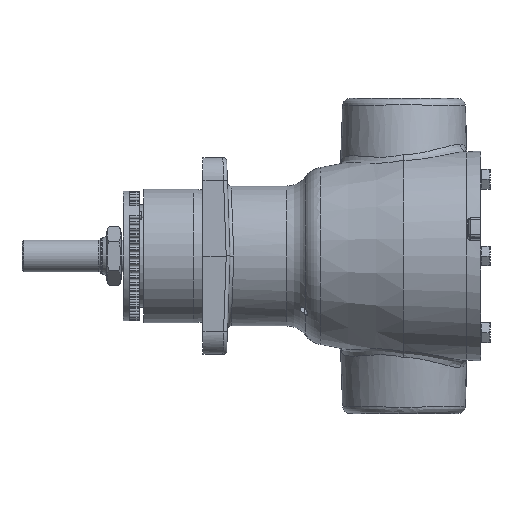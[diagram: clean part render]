
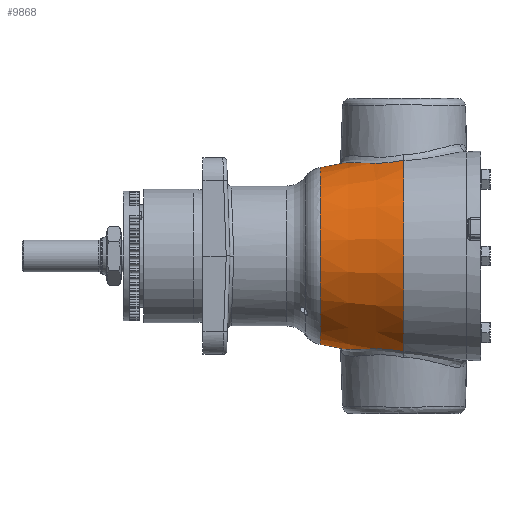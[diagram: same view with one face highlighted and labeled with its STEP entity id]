
A CAD part, front view. The second image highlights one B-rep face of the part: STEP entity #9868.
In plain terms, the highlighted conical face has half-angle 10.73 degrees and reference radius 84.074 mm.
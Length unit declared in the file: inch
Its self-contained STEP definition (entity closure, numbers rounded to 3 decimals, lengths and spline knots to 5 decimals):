
#546 = CARTESIAN_POINT ( 'NONE',  ( -3.66047, -0.47563, -2.9576 ) ) ;
#915 = CARTESIAN_POINT ( 'NONE',  ( -2.51033, -1.24606, -2.962 ) ) ;
#3558 = VERTEX_POINT ( 'NONE', #16159 ) ;
#5559 = CARTESIAN_POINT ( 'NONE',  ( -2.05145, -1.31453, 3.02716 ) ) ;
#5915 = CARTESIAN_POINT ( 'NONE',  ( -2.98829, -1.04208, 2.94405 ) ) ;
#6302 = CARTESIAN_POINT ( 'NONE',  ( -3.80281, -0.28927, 2.95433 ) ) ;
#7059 = DIRECTION ( 'NONE',  ( 0.983, 0., -0.186 ) ) ;
#7767 = LINE ( 'NONE', #33134, #53386 ) ;
#8188 = VERTEX_POINT ( 'NONE', #81136 ) ;
#9155 = CARTESIAN_POINT ( 'NONE',  ( -3.48471, -0.66656, -2.95518 ) ) ;
#9361 = EDGE_CURVE ( 'NONE', #8188, #106849, #44284, .T. ) ;
#9517 = CARTESIAN_POINT ( 'NONE',  ( -2.25759, -1.29779, -2.99184 ) ) ;
#9868 = ADVANCED_FACE ( 'NONE', ( #28062 ), #106169, .T. ) ;
#10805 = B_SPLINE_CURVE_WITH_KNOTS ( 'NONE', 3,
 ( #68874, #33878, #86216, #34610, #94874, #43225, #103540, #51891, #546, #60553, #9155, #69253, #17756, #77959, #26343, #86590, #34974, #95258, #43588, #103901, #52265, #915, #60926, #9517, #69623, #18130, #78325, #26703 ),
 .UNSPECIFIED., .F., .F.,
 ( 4, 2, 2, 2, 2, 2, 2, 2, 2, 2, 2, 2, 2, 4 ),
 ( 0.02842, 0.03642, 0.03842, 0.04042, 0.04442, 0.05242, 0.05642, 0.06042, 0.06841, 0.07241, 0.07641, 0.08441, 0.08841, 0.09241 ),
 .UNSPECIFIED. ) ;
#14508 = CARTESIAN_POINT ( 'NONE',  ( -3.20441, -0.90015, 2.94752 ) ) ;
#14870 = CARTESIAN_POINT ( 'NONE',  ( -3.92907, -0.09197, 2.94445 ) ) ;
#15343 = VERTEX_POINT ( 'NONE', #46865 ) ;
#15707 = DIRECTION ( 'NONE',  ( 1., 0., 0. ) ) ;
#16159 = CARTESIAN_POINT ( 'NONE',  ( -3.97575, 0., -2.93561 ) ) ;
#17756 = CARTESIAN_POINT ( 'NONE',  ( -3.32791, -0.80467, -2.95078 ) ) ;
#18130 = CARTESIAN_POINT ( 'NONE',  ( -2.10301, -1.31265, -3.01732 ) ) ;
#18423 = AXIS2_PLACEMENT_3D ( 'NONE', #67165, #15707, #75890 ) ;
#22726 = CARTESIAN_POINT ( 'NONE',  ( -2.10301, -1.31265, 3.01732 ) ) ;
#23093 = CARTESIAN_POINT ( 'NONE',  ( -3.32791, -0.80467, 2.95078 ) ) ;
#24999 = CIRCLE ( 'NONE', #18423, 3.31 ) ;
#26343 = CARTESIAN_POINT ( 'NONE',  ( -3.20441, -0.90015, -2.94752 ) ) ;
#26703 = CARTESIAN_POINT ( 'NONE',  ( -2., -1.3141, -3.03797 ) ) ;
#27635 = DIRECTION ( 'NONE',  ( 1., 0., 0. ) ) ;
#28062 = FACE_OUTER_BOUND ( 'NONE', #98930, .T. ) ;
#30228 = ORIENTED_EDGE ( 'NONE', *, *, #54895, .F. ) ;
#30938 = EDGE_CURVE ( 'NONE', #75655, #15343, #73656, .T. ) ;
#30988 = CARTESIAN_POINT ( 'NONE',  ( -2., -1.3141, 3.03797 ) ) ;
#31374 = CARTESIAN_POINT ( 'NONE',  ( -2.25759, -1.29779, 2.99184 ) ) ;
#31724 = CARTESIAN_POINT ( 'NONE',  ( -3.48471, -0.66656, 2.95518 ) ) ;
#33134 = CARTESIAN_POINT ( 'NONE',  ( -2., 0., 3.31 ) ) ;
#33878 = CARTESIAN_POINT ( 'NONE',  ( -3.92907, -0.09197, -2.94445 ) ) ;
#34610 = CARTESIAN_POINT ( 'NONE',  ( -3.80281, -0.28927, -2.95433 ) ) ;
#34974 = CARTESIAN_POINT ( 'NONE',  ( -2.98829, -1.04208, -2.94405 ) ) ;
#39955 = CARTESIAN_POINT ( 'NONE',  ( -2.51033, -1.24606, 2.962 ) ) ;
#40315 = CARTESIAN_POINT ( 'NONE',  ( -3.66047, -0.47563, 2.9576 ) ) ;
#41388 = EDGE_CURVE ( 'NONE', #75655, #96465, #24999, .T. ) ;
#43225 = CARTESIAN_POINT ( 'NONE',  ( -3.75704, -0.35296, -2.95613 ) ) ;
#43588 = CARTESIAN_POINT ( 'NONE',  ( -2.80324, -1.13534, -2.94669 ) ) ;
#44284 = CIRCLE ( 'NONE', #66702, 2.80587 ) ;
#46865 = CARTESIAN_POINT ( 'NONE',  ( -3.97575, 0., 2.93561 ) ) ;
#47571 = CARTESIAN_POINT ( 'NONE',  ( -4.6604, 0., 0. ) ) ;
#48635 = CARTESIAN_POINT ( 'NONE',  ( -2.70739, -1.17643, 2.95009 ) ) ;
#49005 = CARTESIAN_POINT ( 'NONE',  ( -3.74139, -0.37381, 2.95655 ) ) ;
#49184 = CARTESIAN_POINT ( 'NONE',  ( -2., -1.3141, -3.03797 ) ) ;
#49344 = DIRECTION ( 'NONE',  ( 0., 0., -1. ) ) ;
#51878 = CARTESIAN_POINT ( 'NONE',  ( -2., -1.3141, 3.03797 ) ) ;
#51891 = CARTESIAN_POINT ( 'NONE',  ( -3.69355, -0.43555, -2.95746 ) ) ;
#52265 = CARTESIAN_POINT ( 'NONE',  ( -2.65831, -1.19538, -2.95248 ) ) ;
#53386 = VECTOR ( 'NONE', #93418, 39.37008 ) ;
#54895 = EDGE_CURVE ( 'NONE', #8188, #15343, #7767, .T. ) ;
#56262 = DIRECTION ( 'NONE',  ( 0., 0., -1. ) ) ;
#57306 = CARTESIAN_POINT ( 'NONE',  ( -2.85018, -1.11316, 2.94566 ) ) ;
#57672 = CARTESIAN_POINT ( 'NONE',  ( -3.78774, -0.31071, 2.95502 ) ) ;
#58121 = ORIENTED_EDGE ( 'NONE', *, *, #103233, .T. ) ;
#60553 = CARTESIAN_POINT ( 'NONE',  ( -3.55778, -0.59271, -2.95698 ) ) ;
#60926 = CARTESIAN_POINT ( 'NONE',  ( -2.41018, -1.2719, -2.97153 ) ) ;
#62295 = EDGE_CURVE ( 'NONE', #3558, #96465, #10805, .T. ) ;
#65971 = CARTESIAN_POINT ( 'NONE',  ( -3.07674, -0.98865, 2.94496 ) ) ;
#66309 = CARTESIAN_POINT ( 'NONE',  ( -2., 0., 0. ) ) ;
#66345 = CARTESIAN_POINT ( 'NONE',  ( -3.87629, -0.1812, 2.95014 ) ) ;
#66702 = AXIS2_PLACEMENT_3D ( 'NONE', #47571, #107849, #56262 ) ;
#67165 = CARTESIAN_POINT ( 'NONE',  ( -2., 0., 0. ) ) ;
#68874 = CARTESIAN_POINT ( 'NONE',  ( -3.97575, 0., -2.93561 ) ) ;
#69253 = CARTESIAN_POINT ( 'NONE',  ( -3.36806, -0.77091, -2.95195 ) ) ;
#69623 = CARTESIAN_POINT ( 'NONE',  ( -2.20632, -1.30426, -2.99962 ) ) ;
#73656 = B_SPLINE_CURVE_WITH_KNOTS ( 'NONE', 3,
 ( #30988, #5559, #22726, #82970, #31374, #91608, #39955, #100278, #48635, #108901, #57306, #5915, #65971, #14508, #74683, #23093, #83340, #31724, #91992, #40315, #100659, #49005, #109283, #57672, #6302, #66345, #14870, #75049 ),
 .UNSPECIFIED., .F., .F.,
 ( 4, 2, 2, 2, 2, 2, 2, 2, 2, 2, 2, 2, 2, 4 ),
 ( 0., 0.004, 0.008, 0.01601, 0.02001, 0.02401, 0.03201, 0.03602, 0.04002, 0.04802, 0.05202, 0.05403, 0.05603, 0.06403 ),
 .UNSPECIFIED. ) ;
#74683 = CARTESIAN_POINT ( 'NONE',  ( -3.24613, -0.86925, 2.94857 ) ) ;
#75049 = CARTESIAN_POINT ( 'NONE',  ( -3.97575, 0., 2.93561 ) ) ;
#75655 = VERTEX_POINT ( 'NONE', #51878 ) ;
#75890 = DIRECTION ( 'NONE',  ( 0., 0., -1. ) ) ;
#77959 = CARTESIAN_POINT ( 'NONE',  ( -3.24613, -0.86925, -2.94857 ) ) ;
#78325 = CARTESIAN_POINT ( 'NONE',  ( -2.05145, -1.31453, -3.02716 ) ) ;
#81136 = CARTESIAN_POINT ( 'NONE',  ( -4.6604, 0., 2.80587 ) ) ;
#81383 = ORIENTED_EDGE ( 'NONE', *, *, #9361, .T. ) ;
#82970 = CARTESIAN_POINT ( 'NONE',  ( -2.20632, -1.30426, 2.99962 ) ) ;
#83340 = CARTESIAN_POINT ( 'NONE',  ( -3.36806, -0.77091, 2.95195 ) ) ;
#86216 = CARTESIAN_POINT ( 'NONE',  ( -3.87629, -0.1812, -2.95014 ) ) ;
#86590 = CARTESIAN_POINT ( 'NONE',  ( -3.07674, -0.98865, -2.94496 ) ) ;
#90511 = VECTOR ( 'NONE', #7059, 39.37008 ) ;
#90534 = CARTESIAN_POINT ( 'NONE',  ( -4.6604, 0., -2.80587 ) ) ;
#91608 = CARTESIAN_POINT ( 'NONE',  ( -2.41018, -1.2719, 2.97153 ) ) ;
#91992 = CARTESIAN_POINT ( 'NONE',  ( -3.55778, -0.59271, 2.95698 ) ) ;
#93210 = LINE ( 'NONE', #110041, #90511 ) ;
#93418 = DIRECTION ( 'NONE',  ( 0.983, 0., 0.186 ) ) ;
#94874 = CARTESIAN_POINT ( 'NONE',  ( -3.78774, -0.31071, -2.95502 ) ) ;
#95258 = CARTESIAN_POINT ( 'NONE',  ( -2.85018, -1.11316, -2.94566 ) ) ;
#96465 = VERTEX_POINT ( 'NONE', #49184 ) ;
#97511 = ORIENTED_EDGE ( 'NONE', *, *, #41388, .F. ) ;
#97924 = ORIENTED_EDGE ( 'NONE', *, *, #30938, .T. ) ;
#98930 = EDGE_LOOP ( 'NONE', ( #30228, #81383, #58121, #103594, #97511, #97924 ) ) ;
#100278 = CARTESIAN_POINT ( 'NONE',  ( -2.65831, -1.19538, 2.95248 ) ) ;
#100659 = CARTESIAN_POINT ( 'NONE',  ( -3.69355, -0.43555, 2.95746 ) ) ;
#103233 = EDGE_CURVE ( 'NONE', #106849, #3558, #93210, .T. ) ;
#103540 = CARTESIAN_POINT ( 'NONE',  ( -3.74139, -0.37381, -2.95655 ) ) ;
#103594 = ORIENTED_EDGE ( 'NONE', *, *, #62295, .T. ) ;
#103901 = CARTESIAN_POINT ( 'NONE',  ( -2.70739, -1.17643, -2.95009 ) ) ;
#106169 = CONICAL_SURFACE ( 'NONE', #108611, 3.31, 0.187 ) ;
#106849 = VERTEX_POINT ( 'NONE', #90534 ) ;
#107849 = DIRECTION ( 'NONE',  ( 1., 0., 0. ) ) ;
#108611 = AXIS2_PLACEMENT_3D ( 'NONE', #66309, #27635, #49344 ) ;
#108901 = CARTESIAN_POINT ( 'NONE',  ( -2.80324, -1.13534, 2.94669 ) ) ;
#109283 = CARTESIAN_POINT ( 'NONE',  ( -3.75704, -0.35296, 2.95613 ) ) ;
#110041 = CARTESIAN_POINT ( 'NONE',  ( -2., 0., -3.31 ) ) ;
